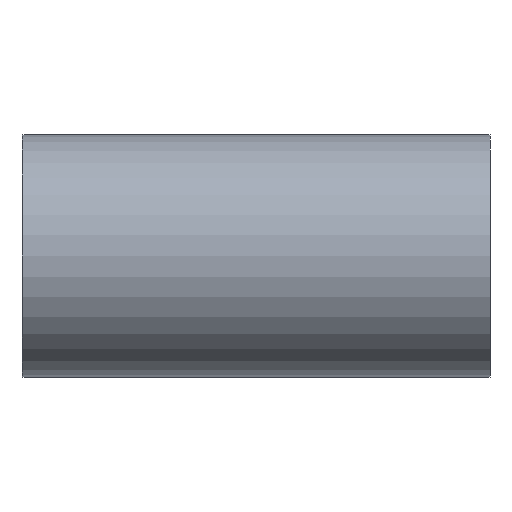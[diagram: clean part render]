
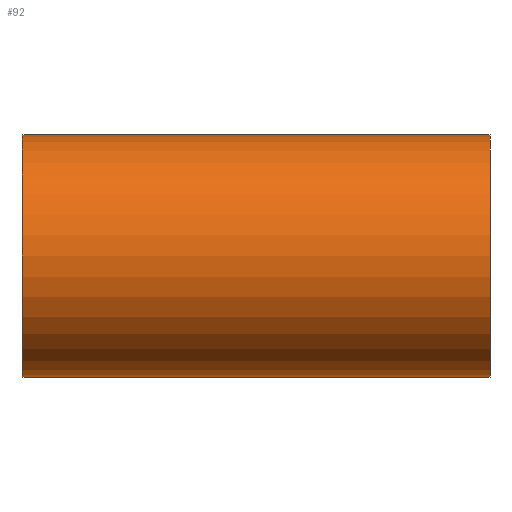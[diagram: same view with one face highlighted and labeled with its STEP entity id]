
A CAD part, left-side view. The second image highlights one B-rep face of the part: STEP entity #92.
In plain terms, the highlighted cylindrical face has radius 30 mm (diameter 60 mm), a full revolution.
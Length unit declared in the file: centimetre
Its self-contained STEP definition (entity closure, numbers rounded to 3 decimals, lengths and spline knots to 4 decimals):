
#15=FACE_BOUND('',#32,.T.);
#20=CIRCLE('',#120,3.);
#21=CIRCLE('',#121,3.);
#25=FACE_OUTER_BOUND('',#31,.T.);
#31=EDGE_LOOP('',(#77,#78,#79,#80));
#32=EDGE_LOOP('',(#81,#82,#83));
#36=LINE('',#180,#38);
#38=VECTOR('',#151,3.);
#39=ELLIPSE('',#110,4.2426,3.);
#40=ELLIPSE('',#111,4.2426,3.);
#44=ELLIPSE('',#115,4.2426,3.);
#45=VERTEX_POINT('',#160);
#46=VERTEX_POINT('',#161);
#47=VERTEX_POINT('',#163);
#51=VERTEX_POINT('',#177);
#52=VERTEX_POINT('',#179);
#53=EDGE_CURVE('',#45,#46,#39,.T.);
#54=EDGE_CURVE('',#47,#45,#40,.T.);
#59=EDGE_CURVE('',#46,#47,#44,.T.);
#61=EDGE_CURVE('',#51,#51,#20,.T.);
#62=EDGE_CURVE('',#51,#52,#36,.T.);
#63=EDGE_CURVE('',#52,#52,#21,.T.);
#77=ORIENTED_EDGE('',*,*,#61,.F.);
#78=ORIENTED_EDGE('',*,*,#62,.T.);
#79=ORIENTED_EDGE('',*,*,#63,.T.);
#80=ORIENTED_EDGE('',*,*,#62,.F.);
#81=ORIENTED_EDGE('',*,*,#53,.T.);
#82=ORIENTED_EDGE('',*,*,#59,.T.);
#83=ORIENTED_EDGE('',*,*,#54,.T.);
#88=CYLINDRICAL_SURFACE('',#119,3.);
#92=ADVANCED_FACE('',(#25,#15),#88,.T.);
#110=AXIS2_PLACEMENT_3D('',#162,#128,#129);
#111=AXIS2_PLACEMENT_3D('',#164,#130,#131);
#115=AXIS2_PLACEMENT_3D('',#172,#139,#140);
#119=AXIS2_PLACEMENT_3D('',#176,#147,#148);
#120=AXIS2_PLACEMENT_3D('',#178,#149,#150);
#121=AXIS2_PLACEMENT_3D('',#181,#152,#153);
#128=DIRECTION('center_axis',(-0.707,0.707,0.));
#129=DIRECTION('ref_axis',(0.707,0.707,0.));
#130=DIRECTION('center_axis',(-0.707,-0.707,0.));
#131=DIRECTION('ref_axis',(-0.707,0.707,0.));
#139=DIRECTION('center_axis',(-0.707,-0.707,0.));
#140=DIRECTION('ref_axis',(-0.707,0.707,0.));
#147=DIRECTION('center_axis',(0.,1.,0.));
#148=DIRECTION('ref_axis',(1.,0.,0.));
#149=DIRECTION('center_axis',(0.,1.,0.));
#150=DIRECTION('ref_axis',(1.,0.,0.));
#151=DIRECTION('',(0.,-1.,0.));
#152=DIRECTION('center_axis',(0.,1.,0.));
#153=DIRECTION('ref_axis',(1.,0.,0.));
#160=CARTESIAN_POINT('',(27.8058,5.8,4.8214));
#161=CARTESIAN_POINT('',(27.8058,5.8,-1.1786));
#162=CARTESIAN_POINT('Origin',(27.8058,5.8,1.8214));
#163=CARTESIAN_POINT('',(30.8058,2.8,1.8214));
#164=CARTESIAN_POINT('Origin',(27.8058,5.8,1.8214));
#172=CARTESIAN_POINT('Origin',(27.8058,5.8,1.8214));
#176=CARTESIAN_POINT('Origin',(27.8058,0.,1.8214));
#177=CARTESIAN_POINT('',(24.8058,11.6,1.8214));
#178=CARTESIAN_POINT('Origin',(27.8058,11.6,1.8214));
#179=CARTESIAN_POINT('',(24.8058,0.,1.8214));
#180=CARTESIAN_POINT('',(24.8058,0.,1.8214));
#181=CARTESIAN_POINT('Origin',(27.8058,0.,1.8214));
